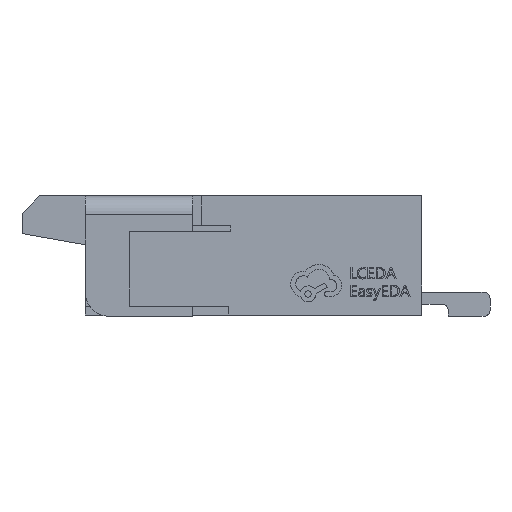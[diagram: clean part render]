
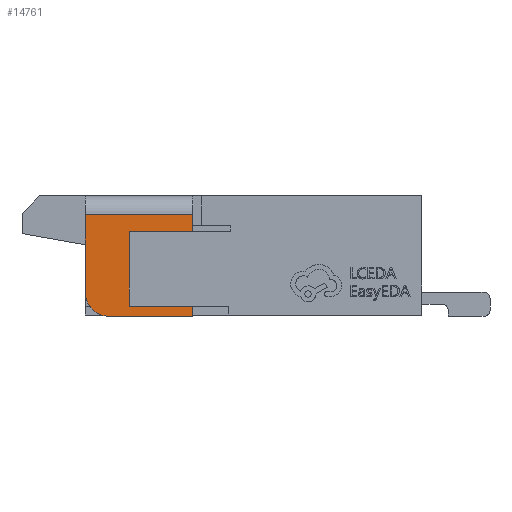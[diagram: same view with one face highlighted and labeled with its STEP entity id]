
A CAD part, left-side view. The second image highlights one B-rep face of the part: STEP entity #14761.
In plain terms, the highlighted planar face has unit normal (-1, 0, 0).
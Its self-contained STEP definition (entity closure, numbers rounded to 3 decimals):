
#1483 = EDGE_CURVE ( 'NONE', #4466, #25331, #24022, .T. ) ;
#1796 = CARTESIAN_POINT ( 'NONE',  ( -2.695, 1.43, 0.19 ) ) ;
#1820 = CIRCLE ( 'NONE', #24201, 0.2 ) ;
#2038 = VERTEX_POINT ( 'NONE', #3237 ) ;
#3237 = CARTESIAN_POINT ( 'NONE',  ( -2.695, 1.23, -0.01 ) ) ;
#3795 = EDGE_LOOP ( 'NONE', ( #27276, #28018, #17345, #14571, #14931 ) ) ;
#3799 = DIRECTION ( 'NONE',  ( 0., 0., 1. ) ) ;
#3946 = EDGE_CURVE ( 'NONE', #15634, #25331, #17533, .T. ) ;
#4466 = VERTEX_POINT ( 'NONE', #14614 ) ;
#4663 = CARTESIAN_POINT ( 'NONE',  ( -2.695, 1.43, -0.01 ) ) ;
#4961 = CARTESIAN_POINT ( 'NONE',  ( -2.695, 0.53, 0.84 ) ) ;
#6693 = DIRECTION ( 'NONE',  ( 0., 0., 1. ) ) ;
#7472 = EDGE_CURVE ( 'NONE', #31870, #2038, #1820, .T. ) ;
#10990 = CARTESIAN_POINT ( 'NONE',  ( -2.695, 1.43, -0.01 ) ) ;
#11623 = VECTOR ( 'NONE', #25376, 1000. ) ;
#13068 = CARTESIAN_POINT ( 'NONE',  ( -2.695, 1.43, 0.84 ) ) ;
#13641 = CARTESIAN_POINT ( 'NONE',  ( -2.695, 0.53, -0.01 ) ) ;
#14571 = ORIENTED_EDGE ( 'NONE', *, *, #15556, .F. ) ;
#14614 = CARTESIAN_POINT ( 'NONE',  ( -2.695, 1.43, 0.84 ) ) ;
#14761 = ADVANCED_FACE ( 'NONE', ( #14810 ), #27204, .F. ) ;
#14810 = FACE_OUTER_BOUND ( 'NONE', #3795, .T. ) ;
#14931 = ORIENTED_EDGE ( 'NONE', *, *, #7472, .T. ) ;
#15556 = EDGE_CURVE ( 'NONE', #31870, #4466, #32513, .T. ) ;
#15634 = VERTEX_POINT ( 'NONE', #13641 ) ;
#17345 = ORIENTED_EDGE ( 'NONE', *, *, #1483, .F. ) ;
#17533 = LINE ( 'NONE', #24294, #18134 ) ;
#18134 = VECTOR ( 'NONE', #6693, 1000. ) ;
#18338 = DIRECTION ( 'NONE',  ( 0., -1., 0. ) ) ;
#20259 = AXIS2_PLACEMENT_3D ( 'NONE', #10990, #22149, #32330 ) ;
#21277 = EDGE_CURVE ( 'NONE', #2038, #15634, #22838, .T. ) ;
#21465 = VECTOR ( 'NONE', #33127, 1000. ) ;
#22149 = DIRECTION ( 'NONE',  ( 1., 0., 0. ) ) ;
#22838 = LINE ( 'NONE', #32636, #11623 ) ;
#23468 = VECTOR ( 'NONE', #18338, 1000. ) ;
#24022 = LINE ( 'NONE', #13068, #23468 ) ;
#24201 = AXIS2_PLACEMENT_3D ( 'NONE', #30875, #33688, #3799 ) ;
#24294 = CARTESIAN_POINT ( 'NONE',  ( -2.695, 0.53, -0.01 ) ) ;
#25331 = VERTEX_POINT ( 'NONE', #4961 ) ;
#25376 = DIRECTION ( 'NONE',  ( 0., -1., 0. ) ) ;
#27204 = PLANE ( 'NONE',  #20259 ) ;
#27276 = ORIENTED_EDGE ( 'NONE', *, *, #21277, .T. ) ;
#28018 = ORIENTED_EDGE ( 'NONE', *, *, #3946, .T. ) ;
#30875 = CARTESIAN_POINT ( 'NONE',  ( -2.695, 1.23, 0.19 ) ) ;
#31870 = VERTEX_POINT ( 'NONE', #1796 ) ;
#32330 = DIRECTION ( 'NONE',  ( 0., 0., 1. ) ) ;
#32513 = LINE ( 'NONE', #4663, #21465 ) ;
#32636 = CARTESIAN_POINT ( 'NONE',  ( -2.695, 1.43, -0.01 ) ) ;
#33127 = DIRECTION ( 'NONE',  ( 0., 0., 1. ) ) ;
#33688 = DIRECTION ( 'NONE',  ( -1., 0., 0. ) ) ;
